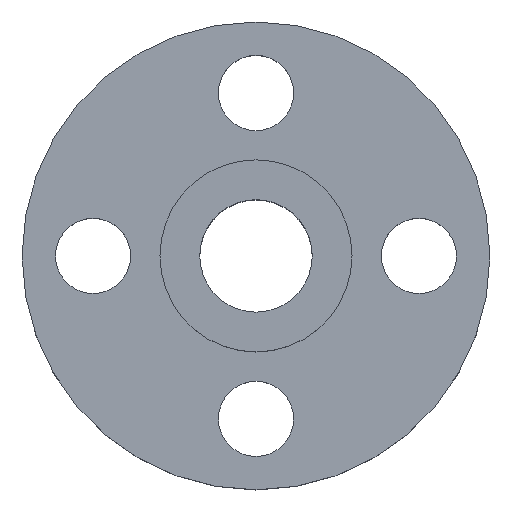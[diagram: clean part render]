
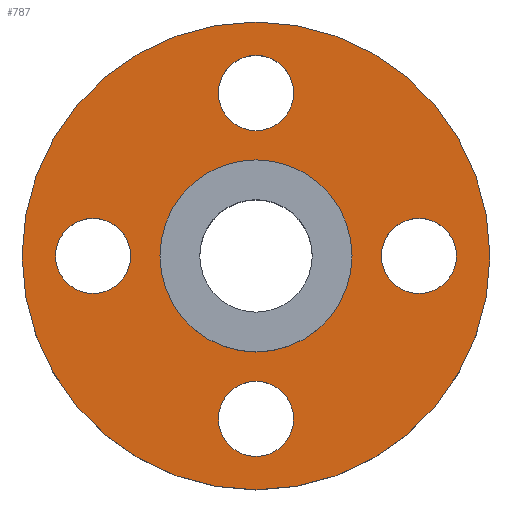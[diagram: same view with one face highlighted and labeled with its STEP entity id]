
A CAD part, top view. The second image highlights one B-rep face of the part: STEP entity #787.
In plain terms, the highlighted planar face has unit normal (0, 0, 1).
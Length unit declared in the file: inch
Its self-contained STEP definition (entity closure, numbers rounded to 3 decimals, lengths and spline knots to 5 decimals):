
#5 = CARTESIAN_POINT ( 'NONE',  ( 1.4375, 0., -0.25 ) ) ;
#11 = CIRCLE ( 'NONE', #184, 0.5625 ) ;
#15 = DIRECTION ( 'NONE',  ( 1., 0., 0. ) ) ;
#21 = DIRECTION ( 'NONE',  ( 0., 1., 0. ) ) ;
#25 = DIRECTION ( 'NONE',  ( 1., 0., 0. ) ) ;
#38 = CARTESIAN_POINT ( 'NONE',  ( -1.4375, 0., -0.25 ) ) ;
#51 = CARTESIAN_POINT ( 'NONE',  ( -0.5625, 2.4375, -0.25 ) ) ;
#52 = VERTEX_POINT ( 'NONE', #38 ) ;
#55 = ORIENTED_EDGE ( 'NONE', *, *, #277, .F. ) ;
#61 = CARTESIAN_POINT ( 'NONE',  ( 0.5625, -2.4375, -0.25 ) ) ;
#65 = CARTESIAN_POINT ( 'NONE',  ( 0., 0., -0.25 ) ) ;
#78 = DIRECTION ( 'NONE',  ( 0., 0., -1. ) ) ;
#89 = EDGE_LOOP ( 'NONE', ( #95, #309 ) ) ;
#95 = ORIENTED_EDGE ( 'NONE', *, *, #546, .F. ) ;
#111 = CIRCLE ( 'NONE', #605, 0.5625 ) ;
#113 = VERTEX_POINT ( 'NONE', #61 ) ;
#125 = CARTESIAN_POINT ( 'NONE',  ( -3.5, 0., -0.25 ) ) ;
#137 = CIRCLE ( 'NONE', #637, 0.5625 ) ;
#147 = AXIS2_PLACEMENT_3D ( 'NONE', #242, #598, #579 ) ;
#152 = AXIS2_PLACEMENT_3D ( 'NONE', #522, #856, #230 ) ;
#158 = CIRCLE ( 'NONE', #618, 0.5625 ) ;
#174 = DIRECTION ( 'NONE',  ( 0., 0., 1. ) ) ;
#178 = CARTESIAN_POINT ( 'NONE',  ( 2.4375, 0., -0.25 ) ) ;
#184 = AXIS2_PLACEMENT_3D ( 'NONE', #263, #319, #400 ) ;
#187 = PLANE ( 'NONE',  #589 ) ;
#205 = ORIENTED_EDGE ( 'NONE', *, *, #377, .F. ) ;
#214 = CIRCLE ( 'NONE', #713, 3.5 ) ;
#215 = AXIS2_PLACEMENT_3D ( 'NONE', #65, #808, #746 ) ;
#224 = CIRCLE ( 'NONE', #668, 0.5625 ) ;
#230 = DIRECTION ( 'NONE',  ( 0., -1., 0. ) ) ;
#233 = FACE_BOUND ( 'NONE', #565, .T. ) ;
#239 = DIRECTION ( 'NONE',  ( -1., 0., 0. ) ) ;
#242 = CARTESIAN_POINT ( 'NONE',  ( 0., 2.4375, -0.25 ) ) ;
#263 = CARTESIAN_POINT ( 'NONE',  ( -2.4375, 0., -0.25 ) ) ;
#269 = ORIENTED_EDGE ( 'NONE', *, *, #686, .F. ) ;
#273 = CARTESIAN_POINT ( 'NONE',  ( 3.5, 0., -0.25 ) ) ;
#277 = EDGE_CURVE ( 'NONE', #333, #370, #158, .T. ) ;
#291 = CARTESIAN_POINT ( 'NONE',  ( 0., 0., -0.25 ) ) ;
#296 = DIRECTION ( 'NONE',  ( 0., 0., 1. ) ) ;
#300 = CARTESIAN_POINT ( 'NONE',  ( 0., 0., -0.25 ) ) ;
#304 = CARTESIAN_POINT ( 'NONE',  ( 1.875, 0., -0.25 ) ) ;
#309 = ORIENTED_EDGE ( 'NONE', *, *, #425, .F. ) ;
#314 = CARTESIAN_POINT ( 'NONE',  ( -1.875, 0., -0.25 ) ) ;
#317 = DIRECTION ( 'NONE',  ( 0., 0., 1. ) ) ;
#319 = DIRECTION ( 'NONE',  ( 0., 0., 1. ) ) ;
#333 = VERTEX_POINT ( 'NONE', #336 ) ;
#336 = CARTESIAN_POINT ( 'NONE',  ( -3., 0., -0.25 ) ) ;
#363 = DIRECTION ( 'NONE',  ( 0., 0., 1. ) ) ;
#370 = VERTEX_POINT ( 'NONE', #314 ) ;
#376 = EDGE_LOOP ( 'NONE', ( #412, #411 ) ) ;
#377 = EDGE_CURVE ( 'NONE', #459, #850, #571, .T. ) ;
#380 = DIRECTION ( 'NONE',  ( 1., 0., 0. ) ) ;
#384 = CARTESIAN_POINT ( 'NONE',  ( 0., 0., -0.25 ) ) ;
#397 = CARTESIAN_POINT ( 'NONE',  ( 0., 1.4375, -0.25 ) ) ;
#400 = DIRECTION ( 'NONE',  ( 1., 0., 0. ) ) ;
#411 = ORIENTED_EDGE ( 'NONE', *, *, #578, .F. ) ;
#412 = ORIENTED_EDGE ( 'NONE', *, *, #673, .F. ) ;
#425 = EDGE_CURVE ( 'NONE', #52, #493, #463, .T. ) ;
#434 = CIRCLE ( 'NONE', #811, 1.4375 ) ;
#441 = EDGE_LOOP ( 'NONE', ( #676, #450 ) ) ;
#444 = ORIENTED_EDGE ( 'NONE', *, *, #750, .F. ) ;
#450 = ORIENTED_EDGE ( 'NONE', *, *, #807, .T. ) ;
#459 = VERTEX_POINT ( 'NONE', #51 ) ;
#463 = CIRCLE ( 'NONE', #709, 1.4375 ) ;
#470 = FACE_BOUND ( 'NONE', #89, .T. ) ;
#493 = VERTEX_POINT ( 'NONE', #5 ) ;
#496 = DIRECTION ( 'NONE',  ( 0., 0., 1. ) ) ;
#498 = EDGE_CURVE ( 'NONE', #370, #333, #11, .T. ) ;
#522 = CARTESIAN_POINT ( 'NONE',  ( 0., 2.4375, -0.25 ) ) ;
#530 = FACE_OUTER_BOUND ( 'NONE', #441, .T. ) ;
#546 = EDGE_CURVE ( 'NONE', #493, #52, #434, .T. ) ;
#550 = EDGE_LOOP ( 'NONE', ( #629, #55 ) ) ;
#564 = CARTESIAN_POINT ( 'NONE',  ( -0.5625, -2.4375, -0.25 ) ) ;
#565 = EDGE_LOOP ( 'NONE', ( #269, #658 ) ) ;
#567 = VERTEX_POINT ( 'NONE', #779 ) ;
#571 = CIRCLE ( 'NONE', #147, 0.5625 ) ;
#575 = AXIS2_PLACEMENT_3D ( 'NONE', #832, #296, #21 ) ;
#577 = DIRECTION ( 'NONE',  ( -1., 0., 0. ) ) ;
#578 = EDGE_CURVE ( 'NONE', #586, #113, #801, .T. ) ;
#579 = DIRECTION ( 'NONE',  ( 0., -1., 0. ) ) ;
#580 = FACE_BOUND ( 'NONE', #635, .T. ) ;
#585 = DIRECTION ( 'NONE',  ( 1., 0., 0. ) ) ;
#586 = VERTEX_POINT ( 'NONE', #564 ) ;
#589 = AXIS2_PLACEMENT_3D ( 'NONE', #397, #78, #688 ) ;
#590 = CARTESIAN_POINT ( 'NONE',  ( 0., -2.4375, -0.25 ) ) ;
#598 = DIRECTION ( 'NONE',  ( 0., 0., 1. ) ) ;
#600 = CARTESIAN_POINT ( 'NONE',  ( 0.5625, 2.4375, -0.25 ) ) ;
#605 = AXIS2_PLACEMENT_3D ( 'NONE', #590, #174, #840 ) ;
#618 = AXIS2_PLACEMENT_3D ( 'NONE', #780, #837, #15 ) ;
#629 = ORIENTED_EDGE ( 'NONE', *, *, #498, .F. ) ;
#635 = EDGE_LOOP ( 'NONE', ( #444, #205 ) ) ;
#637 = AXIS2_PLACEMENT_3D ( 'NONE', #853, #363, #577 ) ;
#652 = DIRECTION ( 'NONE',  ( 0., 0., 1. ) ) ;
#658 = ORIENTED_EDGE ( 'NONE', *, *, #729, .F. ) ;
#668 = AXIS2_PLACEMENT_3D ( 'NONE', #178, #652, #239 ) ;
#673 = EDGE_CURVE ( 'NONE', #113, #586, #111, .T. ) ;
#676 = ORIENTED_EDGE ( 'NONE', *, *, #701, .T. ) ;
#686 = EDGE_CURVE ( 'NONE', #567, #773, #137, .T. ) ;
#688 = DIRECTION ( 'NONE',  ( -1., 0., 0. ) ) ;
#701 = EDGE_CURVE ( 'NONE', #797, #705, #214, .T. ) ;
#705 = VERTEX_POINT ( 'NONE', #125 ) ;
#709 = AXIS2_PLACEMENT_3D ( 'NONE', #384, #784, #380 ) ;
#713 = AXIS2_PLACEMENT_3D ( 'NONE', #300, #317, #585 ) ;
#727 = CIRCLE ( 'NONE', #152, 0.5625 ) ;
#729 = EDGE_CURVE ( 'NONE', #773, #567, #224, .T. ) ;
#742 = FACE_BOUND ( 'NONE', #550, .T. ) ;
#746 = DIRECTION ( 'NONE',  ( 1., 0., 0. ) ) ;
#750 = EDGE_CURVE ( 'NONE', #850, #459, #727, .T. ) ;
#773 = VERTEX_POINT ( 'NONE', #304 ) ;
#779 = CARTESIAN_POINT ( 'NONE',  ( 3., 0., -0.25 ) ) ;
#780 = CARTESIAN_POINT ( 'NONE',  ( -2.4375, 0., -0.25 ) ) ;
#784 = DIRECTION ( 'NONE',  ( 0., 0., 1. ) ) ;
#787 = ADVANCED_FACE ( 'NONE', ( #580, #233, #788, #742, #470, #530 ), #187, .F. ) ;
#788 = FACE_BOUND ( 'NONE', #376, .T. ) ;
#791 = CIRCLE ( 'NONE', #215, 3.5 ) ;
#797 = VERTEX_POINT ( 'NONE', #273 ) ;
#801 = CIRCLE ( 'NONE', #575, 0.5625 ) ;
#807 = EDGE_CURVE ( 'NONE', #705, #797, #791, .T. ) ;
#808 = DIRECTION ( 'NONE',  ( 0., 0., 1. ) ) ;
#811 = AXIS2_PLACEMENT_3D ( 'NONE', #291, #496, #25 ) ;
#832 = CARTESIAN_POINT ( 'NONE',  ( 0., -2.4375, -0.25 ) ) ;
#837 = DIRECTION ( 'NONE',  ( 0., 0., 1. ) ) ;
#840 = DIRECTION ( 'NONE',  ( 0., 1., 0. ) ) ;
#850 = VERTEX_POINT ( 'NONE', #600 ) ;
#853 = CARTESIAN_POINT ( 'NONE',  ( 2.4375, 0., -0.25 ) ) ;
#856 = DIRECTION ( 'NONE',  ( 0., 0., 1. ) ) ;
